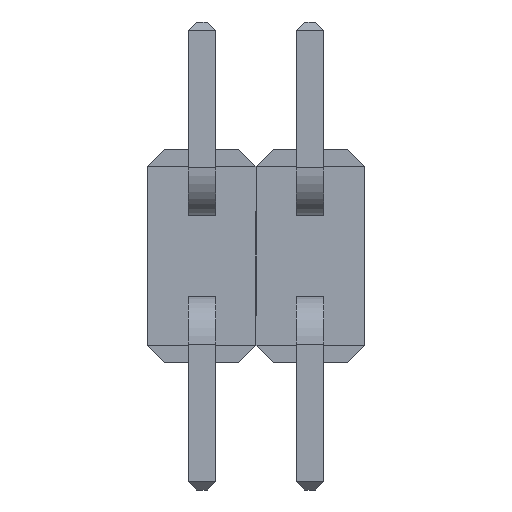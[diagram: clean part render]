
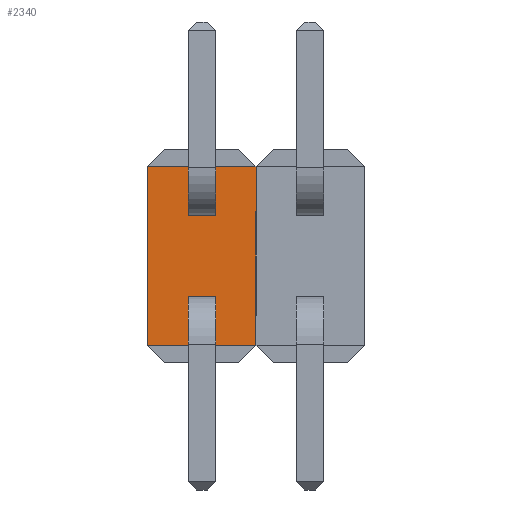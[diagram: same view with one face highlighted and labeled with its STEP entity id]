
A CAD part, front view. The second image highlights one B-rep face of the part: STEP entity #2340.
In plain terms, the highlighted planar face has unit normal (0, -1, 0).
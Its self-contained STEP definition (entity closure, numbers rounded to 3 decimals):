
#7 = EDGE_CURVE ( 'NONE', #371, #4145, #4699, .T. ) ;
#66 = VECTOR ( 'NONE', #6094, 1000. ) ;
#167 = DIRECTION ( 'NONE',  ( 0., 0., -1. ) ) ;
#209 = CARTESIAN_POINT ( 'NONE',  ( -0.32, 0.54, 2.1 ) ) ;
#225 = DIRECTION ( 'NONE',  ( 0., 0., 1. ) ) ;
#255 = VERTEX_POINT ( 'NONE', #401 ) ;
#354 = EDGE_CURVE ( 'NONE', #2612, #371, #1010, .T. ) ;
#371 = VERTEX_POINT ( 'NONE', #2433 ) ;
#401 = CARTESIAN_POINT ( 'NONE',  ( -1.27, 0.54, -2.1 ) ) ;
#405 = VERTEX_POINT ( 'NONE', #3902 ) ;
#675 = EDGE_CURVE ( 'NONE', #5719, #1729, #3637, .T. ) ;
#717 = ORIENTED_EDGE ( 'NONE', *, *, #2494, .F. ) ;
#828 = EDGE_CURVE ( 'NONE', #1604, #1780, #3487, .T. ) ;
#1010 = LINE ( 'NONE', #5802, #2596 ) ;
#1024 = LINE ( 'NONE', #5739, #3879 ) ;
#1062 = VERTEX_POINT ( 'NONE', #1557 ) ;
#1244 = CARTESIAN_POINT ( 'NONE',  ( 1.27, 0.54, 2.1 ) ) ;
#1557 = CARTESIAN_POINT ( 'NONE',  ( -0.32, 0.54, -0.95 ) ) ;
#1574 = EDGE_CURVE ( 'NONE', #405, #2612, #6163, .T. ) ;
#1604 = VERTEX_POINT ( 'NONE', #3137 ) ;
#1628 = CARTESIAN_POINT ( 'NONE',  ( 0.32, 0.54, -0.95 ) ) ;
#1696 = ORIENTED_EDGE ( 'NONE', *, *, #354, .F. ) ;
#1729 = VERTEX_POINT ( 'NONE', #3534 ) ;
#1731 = ORIENTED_EDGE ( 'NONE', *, *, #1574, .F. ) ;
#1734 = ORIENTED_EDGE ( 'NONE', *, *, #675, .T. ) ;
#1776 = VECTOR ( 'NONE', #3717, 1000. ) ;
#1780 = VERTEX_POINT ( 'NONE', #2152 ) ;
#1833 = DIRECTION ( 'NONE',  ( 0., 0., -1. ) ) ;
#1864 = CARTESIAN_POINT ( 'NONE',  ( 1.27, 0.54, -1.59 ) ) ;
#1892 = CARTESIAN_POINT ( 'NONE',  ( -1.27, 0.54, 2.1 ) ) ;
#1909 = DIRECTION ( 'NONE',  ( 0., 0., -1. ) ) ;
#1958 = EDGE_CURVE ( 'NONE', #5719, #2278, #1024, .T. ) ;
#1974 = LINE ( 'NONE', #1983, #4151 ) ;
#1983 = CARTESIAN_POINT ( 'NONE',  ( 1.27, 0.54, -2.1 ) ) ;
#1985 = CARTESIAN_POINT ( 'NONE',  ( 0.32, 0.54, 0.95 ) ) ;
#2020 = VECTOR ( 'NONE', #167, 1000. ) ;
#2077 = DIRECTION ( 'NONE',  ( 1., 0., 0. ) ) ;
#2152 = CARTESIAN_POINT ( 'NONE',  ( -0.32, 0.54, -1.59 ) ) ;
#2156 = CARTESIAN_POINT ( 'NONE',  ( -0.32, 0.54, 1.59 ) ) ;
#2177 = CARTESIAN_POINT ( 'NONE',  ( 1.27, 0.54, 1.59 ) ) ;
#2202 = DIRECTION ( 'NONE',  ( 0., 1., 0. ) ) ;
#2278 = VERTEX_POINT ( 'NONE', #5945 ) ;
#2340 = ADVANCED_FACE ( 'NONE', ( #5905, #5830, #4795 ), #3650, .F. ) ;
#2354 = DIRECTION ( 'NONE',  ( 0., 0., -1. ) ) ;
#2429 = ORIENTED_EDGE ( 'NONE', *, *, #3047, .T. ) ;
#2433 = CARTESIAN_POINT ( 'NONE',  ( 0.32, 0.54, 1.59 ) ) ;
#2460 = VECTOR ( 'NONE', #1833, 1000. ) ;
#2494 = EDGE_CURVE ( 'NONE', #4145, #405, #3026, .T. ) ;
#2596 = VECTOR ( 'NONE', #3470, 1000. ) ;
#2612 = VERTEX_POINT ( 'NONE', #1985 ) ;
#2672 = VECTOR ( 'NONE', #2354, 1000. ) ;
#2941 = VECTOR ( 'NONE', #4542, 1000. ) ;
#2981 = ORIENTED_EDGE ( 'NONE', *, *, #3616, .T. ) ;
#3026 = LINE ( 'NONE', #4773, #2672 ) ;
#3047 = EDGE_CURVE ( 'NONE', #1729, #255, #5390, .T. ) ;
#3049 = CARTESIAN_POINT ( 'NONE',  ( 1.27, 0.54, -0.95 ) ) ;
#3102 = ORIENTED_EDGE ( 'NONE', *, *, #828, .T. ) ;
#3120 = DIRECTION ( 'NONE',  ( -1., 0., 0. ) ) ;
#3137 = CARTESIAN_POINT ( 'NONE',  ( 0.32, 0.54, -1.59 ) ) ;
#3213 = ORIENTED_EDGE ( 'NONE', *, *, #6164, .T. ) ;
#3219 = VECTOR ( 'NONE', #5513, 1000. ) ;
#3248 = EDGE_LOOP ( 'NONE', ( #3102, #3213, #4374, #2981 ) ) ;
#3251 = EDGE_CURVE ( 'NONE', #1062, #5355, #5384, .T. ) ;
#3274 = LINE ( 'NONE', #5961, #2020 ) ;
#3470 = DIRECTION ( 'NONE',  ( 0., 0., 1. ) ) ;
#3487 = LINE ( 'NONE', #1864, #1776 ) ;
#3534 = CARTESIAN_POINT ( 'NONE',  ( -1.27, 0.54, 2.1 ) ) ;
#3616 = EDGE_CURVE ( 'NONE', #5355, #1604, #3274, .T. ) ;
#3637 = LINE ( 'NONE', #1244, #3851 ) ;
#3650 = PLANE ( 'NONE',  #4514 ) ;
#3717 = DIRECTION ( 'NONE',  ( -1., 0., 0. ) ) ;
#3851 = VECTOR ( 'NONE', #3120, 1000. ) ;
#3864 = DIRECTION ( 'NONE',  ( -1., 0., 0. ) ) ;
#3879 = VECTOR ( 'NONE', #1909, 1000. ) ;
#3902 = CARTESIAN_POINT ( 'NONE',  ( -0.32, 0.54, 0.95 ) ) ;
#4026 = CARTESIAN_POINT ( 'NONE',  ( 1.27, 0.54, 2.1 ) ) ;
#4123 = CARTESIAN_POINT ( 'NONE',  ( 1.27, 0.54, 2.1 ) ) ;
#4145 = VERTEX_POINT ( 'NONE', #2156 ) ;
#4151 = VECTOR ( 'NONE', #3864, 1000. ) ;
#4374 = ORIENTED_EDGE ( 'NONE', *, *, #3251, .T. ) ;
#4514 = AXIS2_PLACEMENT_3D ( 'NONE', #4123, #2202, #225 ) ;
#4516 = LINE ( 'NONE', #209, #3219 ) ;
#4542 = DIRECTION ( 'NONE',  ( -1., 0., 0. ) ) ;
#4630 = EDGE_LOOP ( 'NONE', ( #1696, #1731, #717, #4635 ) ) ;
#4635 = ORIENTED_EDGE ( 'NONE', *, *, #7, .F. ) ;
#4699 = LINE ( 'NONE', #2177, #2941 ) ;
#4773 = CARTESIAN_POINT ( 'NONE',  ( -0.32, 0.54, 2.1 ) ) ;
#4795 = FACE_BOUND ( 'NONE', #4630, .T. ) ;
#4864 = ORIENTED_EDGE ( 'NONE', *, *, #5437, .F. ) ;
#5136 = EDGE_LOOP ( 'NONE', ( #2429, #4864, #5929, #1734 ) ) ;
#5355 = VERTEX_POINT ( 'NONE', #1628 ) ;
#5384 = LINE ( 'NONE', #3049, #5547 ) ;
#5390 = LINE ( 'NONE', #1892, #2460 ) ;
#5437 = EDGE_CURVE ( 'NONE', #2278, #255, #1974, .T. ) ;
#5455 = CARTESIAN_POINT ( 'NONE',  ( 1.27, 0.54, 0.95 ) ) ;
#5513 = DIRECTION ( 'NONE',  ( 0., 0., 1. ) ) ;
#5547 = VECTOR ( 'NONE', #2077, 1000. ) ;
#5719 = VERTEX_POINT ( 'NONE', #4026 ) ;
#5739 = CARTESIAN_POINT ( 'NONE',  ( 1.27, 0.54, 2.1 ) ) ;
#5802 = CARTESIAN_POINT ( 'NONE',  ( 0.32, 0.54, 2.1 ) ) ;
#5830 = FACE_BOUND ( 'NONE', #3248, .T. ) ;
#5905 = FACE_OUTER_BOUND ( 'NONE', #5136, .T. ) ;
#5929 = ORIENTED_EDGE ( 'NONE', *, *, #1958, .F. ) ;
#5945 = CARTESIAN_POINT ( 'NONE',  ( 1.27, 0.54, -2.1 ) ) ;
#5961 = CARTESIAN_POINT ( 'NONE',  ( 0.32, 0.54, 2.1 ) ) ;
#6094 = DIRECTION ( 'NONE',  ( 1., 0., 0. ) ) ;
#6163 = LINE ( 'NONE', #5455, #66 ) ;
#6164 = EDGE_CURVE ( 'NONE', #1780, #1062, #4516, .T. ) ;
